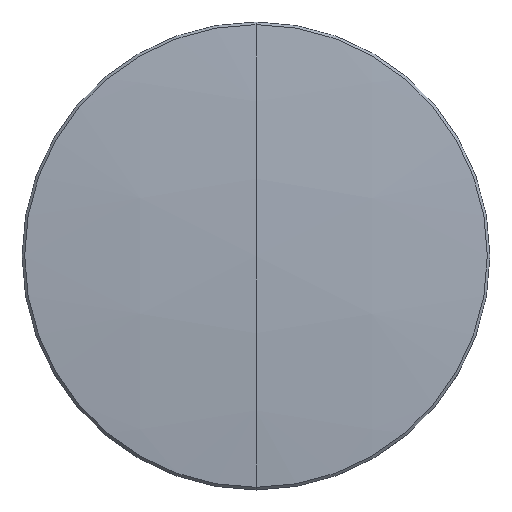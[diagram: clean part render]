
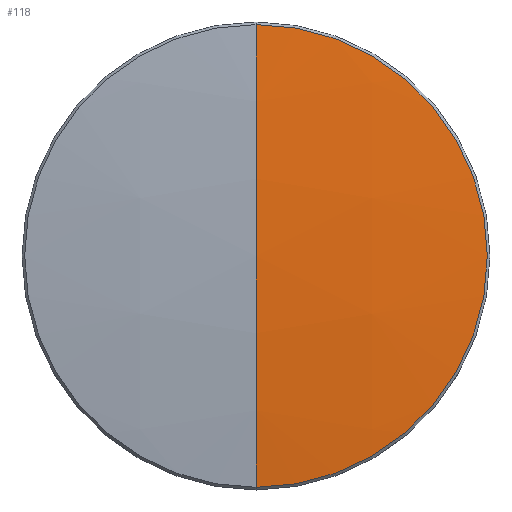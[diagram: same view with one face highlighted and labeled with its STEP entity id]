
A CAD part, top view. The second image highlights one B-rep face of the part: STEP entity #118.
In plain terms, the highlighted spherical face has radius 121.28 mm.
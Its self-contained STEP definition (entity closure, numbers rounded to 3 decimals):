
#5 = EDGE_CURVE ( 'NONE', #285, #286, #253, .T. ) ;
#6 = CARTESIAN_POINT ( 'NONE',  ( 0., 0., -119.28 ) ) ;
#9 = FACE_OUTER_BOUND ( 'NONE', #162, .T. ) ;
#10 = AXIS2_PLACEMENT_3D ( 'NONE', #181, #92, #121 ) ;
#16 = EDGE_CURVE ( 'NONE', #138, #286, #19, .T. ) ;
#19 = CIRCLE ( 'NONE', #10, 12.559 ) ;
#48 = ORIENTED_EDGE ( 'NONE', *, *, #16, .F. ) ;
#55 = DIRECTION ( 'NONE',  ( 0., 1., 0. ) ) ;
#63 = AXIS2_PLACEMENT_3D ( 'NONE', #108, #284, #241 ) ;
#81 = CARTESIAN_POINT ( 'NONE',  ( 0., 0., 2. ) ) ;
#84 = ORIENTED_EDGE ( 'NONE', *, *, #249, .F. ) ;
#85 = DIRECTION ( 'NONE',  ( 1., 0., 0. ) ) ;
#87 = CIRCLE ( 'NONE', #63, 121.28 ) ;
#92 = DIRECTION ( 'NONE',  ( 0., 0., -1. ) ) ;
#98 = CARTESIAN_POINT ( 'NONE',  ( 0., -12.559, 1.348 ) ) ;
#108 = CARTESIAN_POINT ( 'NONE',  ( 0., 0., -119.28 ) ) ;
#118 = ADVANCED_FACE ( 'NONE', ( #9 ), #193, .T. ) ;
#121 = DIRECTION ( 'NONE',  ( 0., 1., 0. ) ) ;
#138 = VERTEX_POINT ( 'NONE', #230 ) ;
#161 = DIRECTION ( 'NONE',  ( 1., 0., 0. ) ) ;
#162 = EDGE_LOOP ( 'NONE', ( #84, #195, #48 ) ) ;
#166 = AXIS2_PLACEMENT_3D ( 'NONE', #298, #161, #276 ) ;
#181 = CARTESIAN_POINT ( 'NONE',  ( 0., 0., 1.348 ) ) ;
#193 = SPHERICAL_SURFACE ( 'NONE', #166, 121.28 ) ;
#195 = ORIENTED_EDGE ( 'NONE', *, *, #5, .T. ) ;
#230 = CARTESIAN_POINT ( 'NONE',  ( 0., 12.559, 1.348 ) ) ;
#241 = DIRECTION ( 'NONE',  ( 0., 0., 1. ) ) ;
#249 = EDGE_CURVE ( 'NONE', #285, #138, #87, .T. ) ;
#253 = CIRCLE ( 'NONE', #282, 121.28 ) ;
#276 = DIRECTION ( 'NONE',  ( 0., 1., 0. ) ) ;
#282 = AXIS2_PLACEMENT_3D ( 'NONE', #6, #85, #55 ) ;
#284 = DIRECTION ( 'NONE',  ( -1., 0., 0. ) ) ;
#285 = VERTEX_POINT ( 'NONE', #81 ) ;
#286 = VERTEX_POINT ( 'NONE', #98 ) ;
#298 = CARTESIAN_POINT ( 'NONE',  ( 0., 0., -119.28 ) ) ;
